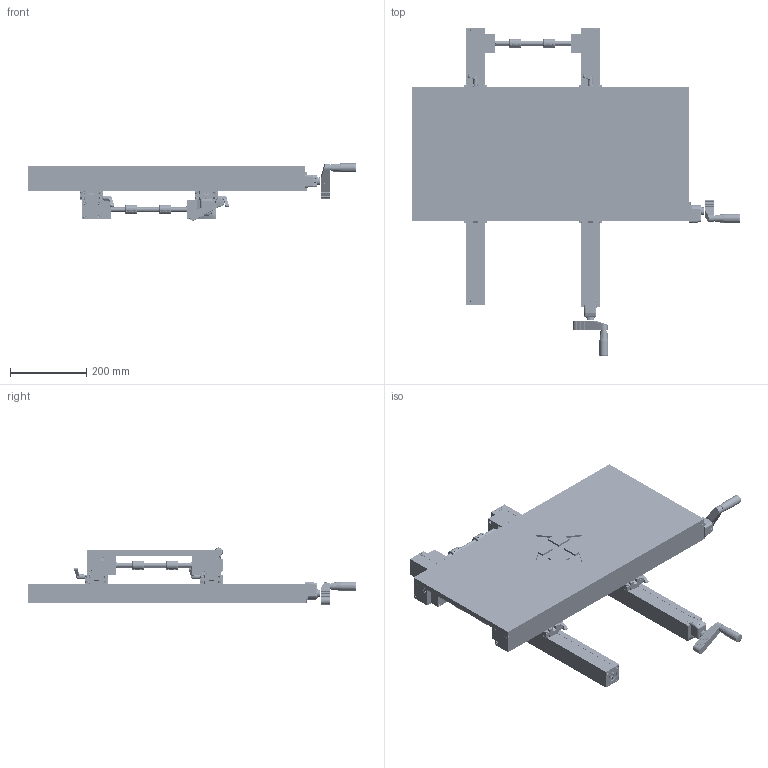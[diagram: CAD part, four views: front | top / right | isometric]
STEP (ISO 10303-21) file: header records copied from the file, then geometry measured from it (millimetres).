
FILE_DESCRIPTION(/* description */ ('Unknown'),/* implementation_level */ '2;1');
FILE_NAME(/* name */ 'A-0000229-Portal-50-XY-dy',/* time_stamp */ '2020-05-25T10:47:38+02:00',/* author */ ('Unknown'),/* organization */ ('Unknown'),/* preprocessor_version */ 'ST-DEVELOPER v16.7',/* originating_system */ 'Solid Edge',/* authorisation */ 'Unknown');
FILE_SCHEMA (('AUTOMOTIVE_DESIGN {1 0 10303 214 3 1 1}'));
Products named in the file (9): A-0000229-Portal-50-XY-dy; Drehmomentwelle-D12-FS-dy; Profil-50-Faltschacht; A-0000070-Kegelradgetriebe50-im-Profil.dy; A-0000125-Flanschlager50-Stirnseite-dy; A-0000098-Deckel50-geschraubt-dy; A-0000149-Kreuzschlitten50-60x60-dy; A-0000127-Digi-Adapterplatte-50-dy; Platte-xy
Assembly tree (25 placements, depth 2):
  A-0000229-Portal-50-XY-dy
    Drehmomentwelle-D12-FS-dy  x2
    Profil-50-Faltschacht  x4
    A-0000070-Kegelradgetriebe50-im-Profil.dy  x4
    A-0000125-Flanschlager50-Stirnseite-dy  x4
    A-0000098-Deckel50-geschraubt-dy  x4
    A-0000149-Kreuzschlitten50-60x60-dy  x4
    A-0000127-Digi-Adapterplatte-50-dy  x2
    Platte-xy
Bounding box: 858.61 x 858.61 x 149.65 mm (x, y, z)
Volume: 9601272.6 mm3; surface area: 2180265.5 mm2
Topology: 43 solids, 67 shells, 8301 faces, 21682 edges, 13972 vertices
Faces by surface type: plane 4665, cylinder 1792, cone 1294, bspline 252, torus 224, sphere 74
Full cylindrical faces by diameter (mm): 1.7 x16, 3 x10, 3.2 x16, 4 x2, 4.1 x4, 4.134 x8, 4.2 x36, 4.5 x8, 4.917 x96, 5 x52, 5.3 x4, 5.5 x24, 5.6 x12, 5.8 x16, 6 x58, 6.2 x4, 6.4 x40, 8 x8, 8.3 x8, 8.96 x8, 9.99 x16, 10 x40, 11 x32, 11.5 x4, 12 x40, 13 x8, 13.024 x2, 14 x2, 16 x6, 17 x16
Entity records: 84627 total; most frequent: CARTESIAN_POINT 17494, ORIENTED_EDGE 10688, DIRECTION 10449, EDGE_CURVE 5344, VERTEX_POINT 3624, AXIS2_PLACEMENT_3D 3573, LINE 3303, VECTOR 3303
